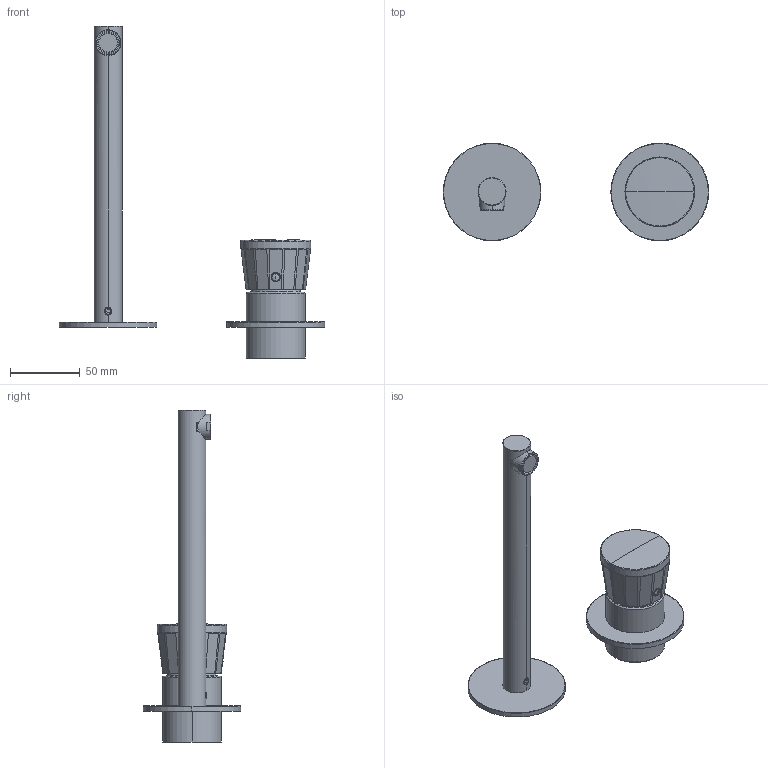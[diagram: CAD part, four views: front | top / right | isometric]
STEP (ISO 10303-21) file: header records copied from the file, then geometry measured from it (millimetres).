
FILE_DESCRIPTION((''),'2;1');
FILE_NAME('OIELEL902RO_ASM','2025-10-16T14:42:37',('Administrator'),(''),'CREO PARAMETRIC BY PTC INC, 2024493','CREO PARAMETRIC BY PTC INC, 2024493','');
FILE_SCHEMA(('CONFIG_CONTROL_DESIGN','SHAPE_APPEARANCE_LAYERS_GROUPS'));
Length unit declared in the file: millimetre
Products named in the file (9): OIBR00949; OIBR00242; OIBR00144; OIBR00386; OIVT00003; OIAR00063; OIBR00948; OIAQ00013; OIELEL902RO_ASM
Assembly tree (8 placements, depth 2):
  OIELEL902RO_ASM
    OIBR00949
    OIBR00242
    OIBR00144
    OIBR00386
    OIVT00003
    OIAR00063
    OIBR00948
    OIAQ00013
Bounding box: 189.9 x 70 x 237.5 mm (x, y, z)
Volume: 93062.1 mm3; surface area: 71085.8 mm2
Topology: 8 solids, 13 shells, 292 faces, 683 edges, 422 vertices
Faces by surface type: cylinder 110, plane 98, cone 46, torus 24, bspline 8, sphere 6
Entity records: 12412 total; most frequent: CARTESIAN_POINT 2351, DIRECTION 1521, ORIENTED_EDGE 1326, PRESENTATION_STYLE_ASSIGNMENT 827, STYLED_ITEM 827, CURVE_STYLE 673, EDGE_CURVE 673, AXIS2_PLACEMENT_3D 634
